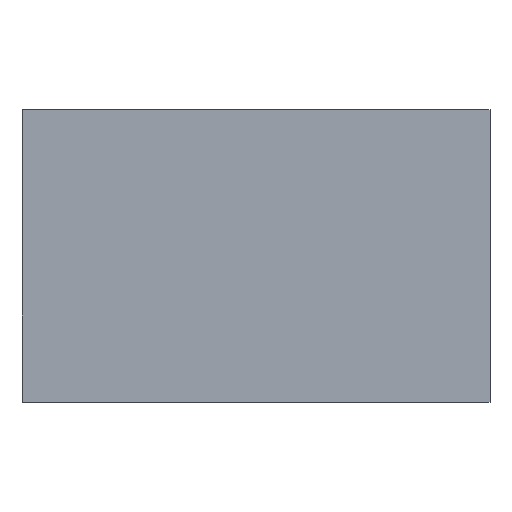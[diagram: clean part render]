
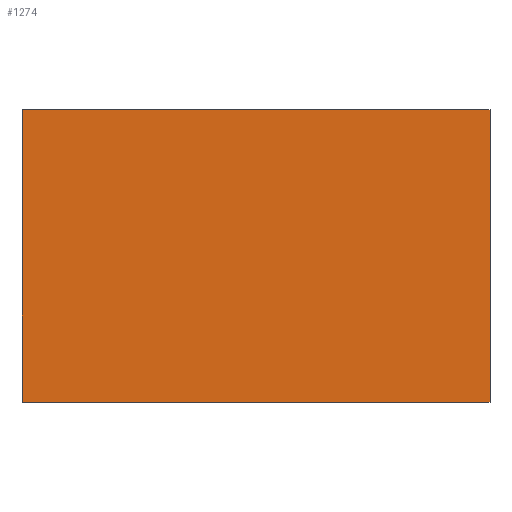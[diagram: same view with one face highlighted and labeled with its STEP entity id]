
A CAD part, top view. The second image highlights one B-rep face of the part: STEP entity #1274.
In plain terms, the highlighted planar face has unit normal (0, 0, 1).
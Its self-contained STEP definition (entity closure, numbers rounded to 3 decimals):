
#103=LINE('',#2614,#189);
#105=LINE('',#2618,#191);
#107=LINE('',#2622,#193);
#109=LINE('',#2625,#195);
#189=VECTOR('',#1430,10.);
#191=VECTOR('',#1434,10.);
#193=VECTOR('',#1438,10.);
#195=VECTOR('',#1442,10.);
#322=FACE_OUTER_BOUND('',#400,.T.);
#400=EDGE_LOOP('',(#1172,#1173,#1174,#1175));
#622=VERTEX_POINT('',#2611);
#623=VERTEX_POINT('',#2613);
#624=VERTEX_POINT('',#2617);
#625=VERTEX_POINT('',#2621);
#805=EDGE_CURVE('',#622,#623,#103,.T.);
#807=EDGE_CURVE('',#623,#624,#105,.T.);
#809=EDGE_CURVE('',#624,#625,#107,.T.);
#811=EDGE_CURVE('',#625,#622,#109,.T.);
#1172=ORIENTED_EDGE('',*,*,#805,.F.);
#1173=ORIENTED_EDGE('',*,*,#811,.F.);
#1174=ORIENTED_EDGE('',*,*,#809,.F.);
#1175=ORIENTED_EDGE('',*,*,#807,.F.);
#1203=PLANE('',#1315);
#1274=ADVANCED_FACE('',(#322),#1203,.T.);
#1315=AXIS2_PLACEMENT_3D('',#2626,#1443,#1444);
#1430=DIRECTION('',(0.,-1.,0.));
#1434=DIRECTION('',(-1.,0.,0.));
#1438=DIRECTION('',(0.,1.,0.));
#1442=DIRECTION('',(1.,0.,0.));
#1443=DIRECTION('center_axis',(0.,0.,1.));
#1444=DIRECTION('ref_axis',(1.,0.,0.));
#2611=CARTESIAN_POINT('',(1.,0.625,0.5));
#2613=CARTESIAN_POINT('',(1.,-0.625,0.5));
#2614=CARTESIAN_POINT('',(1.,0.625,0.5));
#2617=CARTESIAN_POINT('',(-1.,-0.625,0.5));
#2618=CARTESIAN_POINT('',(1.,-0.625,0.5));
#2621=CARTESIAN_POINT('',(-1.,0.625,0.5));
#2622=CARTESIAN_POINT('',(-1.,-0.625,0.5));
#2625=CARTESIAN_POINT('',(-1.,0.625,0.5));
#2626=CARTESIAN_POINT('Origin',(0.,0.,0.5));
